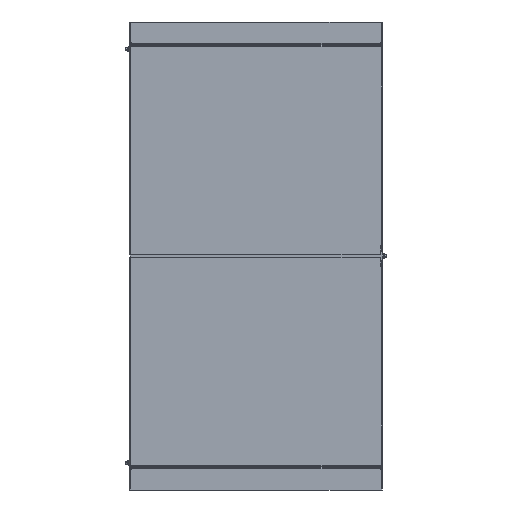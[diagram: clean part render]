
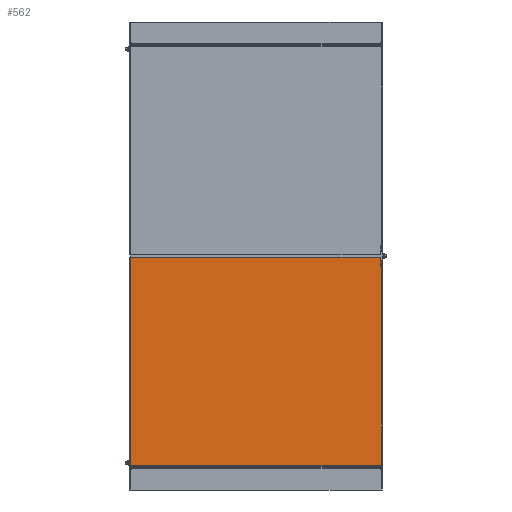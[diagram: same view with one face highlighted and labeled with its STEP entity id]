
A CAD part, front view. The second image highlights one B-rep face of the part: STEP entity #562.
In plain terms, the highlighted planar face has unit normal (0, -1, 0).
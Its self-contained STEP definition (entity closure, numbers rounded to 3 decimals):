
#562=ADVANCED_FACE('',(#1733),#19774,.T.);
#1733=FACE_OUTER_BOUND('',#3177,.T.);
#3177=EDGE_LOOP('',(#6542,#6543,#6544,#6545,#6546,#6547,#6548,#6549,#6550,
#6551,#6552));
#6542=ORIENTED_EDGE('',*,*,#11966,.T.);
#6543=ORIENTED_EDGE('',*,*,#11967,.T.);
#6544=ORIENTED_EDGE('',*,*,#11968,.T.);
#6545=ORIENTED_EDGE('',*,*,#10835,.F.);
#6546=ORIENTED_EDGE('',*,*,#10821,.F.);
#6547=ORIENTED_EDGE('',*,*,#11969,.T.);
#6548=ORIENTED_EDGE('',*,*,#12226,.T.);
#6549=ORIENTED_EDGE('',*,*,#11970,.T.);
#6550=ORIENTED_EDGE('',*,*,#11971,.T.);
#6551=ORIENTED_EDGE('',*,*,#11972,.T.);
#6552=ORIENTED_EDGE('',*,*,#11973,.T.);
#10821=EDGE_CURVE('',#17189,#17190,#13934,.T.);
#10835=EDGE_CURVE('',#17190,#17195,#13942,.T.);
#11966=EDGE_CURVE('',#18535,#18536,#14525,.T.);
#11967=EDGE_CURVE('',#18536,#18537,#14526,.T.);
#11968=EDGE_CURVE('',#18537,#17195,#14527,.T.);
#11969=EDGE_CURVE('',#17189,#18538,#14528,.T.);
#11970=EDGE_CURVE('',#18539,#18540,#14529,.T.);
#11971=EDGE_CURVE('',#18540,#18541,#14530,.T.);
#11972=EDGE_CURVE('',#18541,#18542,#14531,.T.);
#11973=EDGE_CURVE('',#18542,#18535,#14532,.T.);
#12226=EDGE_CURVE('',#18538,#18539,#16128,.T.);
#13934=B_SPLINE_CURVE_WITH_KNOTS('',1,(#32765,#32766),.UNSPECIFIED.,.F.,
 .F.,(2,2),(0.,1.5),.UNSPECIFIED.);
#13942=B_SPLINE_CURVE_WITH_KNOTS('',1,(#32799,#32800),.UNSPECIFIED.,.F.,
 .F.,(2,2),(-395.5,0.),.UNSPECIFIED.);
#14525=B_SPLINE_CURVE_WITH_KNOTS('',1,(#35567,#35568),.UNSPECIFIED.,.F.,
 .F.,(2,2),(0.,495.4),.UNSPECIFIED.);
#14526=B_SPLINE_CURVE_WITH_KNOTS('',1,(#35569,#35570),.UNSPECIFIED.,.F.,
 .F.,(2,2),(-1.536,0.),.UNSPECIFIED.);
#14527=B_SPLINE_CURVE_WITH_KNOTS('',1,(#35571,#35572),.UNSPECIFIED.,.F.,
 .F.,(2,2),(-2.3,0.),.UNSPECIFIED.);
#14528=B_SPLINE_CURVE_WITH_KNOTS('',1,(#35573,#35574),.UNSPECIFIED.,.F.,
 .F.,(2,2),(-21.5,0.),.UNSPECIFIED.);
#14529=B_SPLINE_CURVE_WITH_KNOTS('',1,(#35575,#35576),.UNSPECIFIED.,.F.,
 .F.,(2,2),(0.,497.5),.UNSPECIFIED.);
#14530=B_SPLINE_CURVE_WITH_KNOTS('',1,(#35577,#35578),.UNSPECIFIED.,.F.,
 .F.,(2,2),(0.,418.),.UNSPECIFIED.);
#14531=B_SPLINE_CURVE_WITH_KNOTS('',1,(#35579,#35580),.UNSPECIFIED.,.F.,
 .F.,(2,2),(-2.3,0.),.UNSPECIFIED.);
#14532=B_SPLINE_CURVE_WITH_KNOTS('',1,(#35581,#35582),.UNSPECIFIED.,.F.,
 .F.,(2,2),(-1.536,0.),.UNSPECIFIED.);
#16128=(
BOUNDED_CURVE()
B_SPLINE_CURVE(2,(#36217,#36218,#36219),.UNSPECIFIED.,.F.,.F.)
B_SPLINE_CURVE_WITH_KNOTS((3,3),(0.,1.571),.UNSPECIFIED.)
CURVE()
GEOMETRIC_REPRESENTATION_ITEM()
RATIONAL_B_SPLINE_CURVE((1.,0.707,1.))
REPRESENTATION_ITEM('')
);
#17189=VERTEX_POINT('',#31017);
#17190=VERTEX_POINT('',#31018);
#17195=VERTEX_POINT('',#31023);
#18535=VERTEX_POINT('',#32363);
#18536=VERTEX_POINT('',#32364);
#18537=VERTEX_POINT('',#32365);
#18538=VERTEX_POINT('',#32366);
#18539=VERTEX_POINT('',#32367);
#18540=VERTEX_POINT('',#32368);
#18541=VERTEX_POINT('',#32369);
#18542=VERTEX_POINT('',#32370);
#19774=PLANE('',#20344);
#20344=AXIS2_PLACEMENT_3D('',#24599,#20880,$);
#20880=DIRECTION('',(0.,-1.,0.));
#24599=CARTESIAN_POINT('',(-300.,-1.5,557.5));
#31017=CARTESIAN_POINT('',(298.5,-1.5,535.));
#31018=CARTESIAN_POINT('',(300.,-1.5,535.));
#31023=CARTESIAN_POINT('',(300.,-1.5,59.5));
#32363=CARTESIAN_POINT('',(-297.7,-1.5,57.964));
#32364=CARTESIAN_POINT('',(297.7,-1.5,57.964));
#32365=CARTESIAN_POINT('',(297.7,-1.5,59.5));
#32366=CARTESIAN_POINT('',(298.5,-1.5,556.5));
#32367=CARTESIAN_POINT('',(297.5,-1.5,557.5));
#32368=CARTESIAN_POINT('',(-300.,-1.5,557.5));
#32369=CARTESIAN_POINT('',(-300.,-1.5,59.5));
#32370=CARTESIAN_POINT('',(-297.7,-1.5,59.5));
#32765=CARTESIAN_POINT('',(298.5,-1.5,535.));
#32766=CARTESIAN_POINT('',(300.,-1.5,535.));
#32799=CARTESIAN_POINT('',(300.,-1.5,535.));
#32800=CARTESIAN_POINT('',(300.,-1.5,59.5));
#35567=CARTESIAN_POINT('',(-297.7,-1.5,57.964));
#35568=CARTESIAN_POINT('',(297.7,-1.5,57.964));
#35569=CARTESIAN_POINT('',(297.7,-1.5,57.964));
#35570=CARTESIAN_POINT('',(297.7,-1.5,59.5));
#35571=CARTESIAN_POINT('',(297.7,-1.5,59.5));
#35572=CARTESIAN_POINT('',(300.,-1.5,59.5));
#35573=CARTESIAN_POINT('',(298.5,-1.5,535.));
#35574=CARTESIAN_POINT('',(298.5,-1.5,556.5));
#35575=CARTESIAN_POINT('',(297.5,-1.5,557.5));
#35576=CARTESIAN_POINT('',(-300.,-1.5,557.5));
#35577=CARTESIAN_POINT('',(-300.,-1.5,557.5));
#35578=CARTESIAN_POINT('',(-300.,-1.5,59.5));
#35579=CARTESIAN_POINT('',(-300.,-1.5,59.5));
#35580=CARTESIAN_POINT('',(-297.7,-1.5,59.5));
#35581=CARTESIAN_POINT('',(-297.7,-1.5,59.5));
#35582=CARTESIAN_POINT('',(-297.7,-1.5,57.964));
#36217=CARTESIAN_POINT('',(298.5,-1.5,556.5));
#36218=CARTESIAN_POINT('',(298.5,-1.5,557.5));
#36219=CARTESIAN_POINT('',(297.5,-1.5,557.5));
